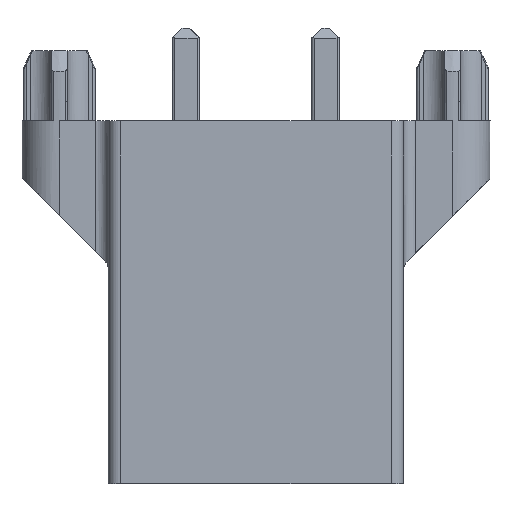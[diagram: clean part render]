
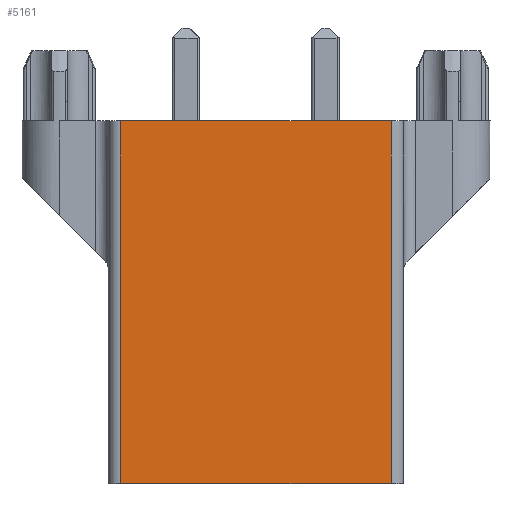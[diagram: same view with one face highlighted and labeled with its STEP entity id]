
A CAD part, front view. The second image highlights one B-rep face of the part: STEP entity #5161.
In plain terms, the highlighted planar face has unit normal (0, -1, 0).
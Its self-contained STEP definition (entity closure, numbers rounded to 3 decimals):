
#424=DIRECTION('',(0.,0.,-1.));
#425=VECTOR('',#424,14.8);
#426=CARTESIAN_POINT('',(-7.314,-2.919,12.673));
#427=LINE('',#426,#425);
#432=DIRECTION('',(-1.,0.,0.));
#433=VECTOR('',#432,11.049);
#434=CARTESIAN_POINT('',(-7.314,-2.919,12.673));
#435=LINE('',#434,#433);
#436=DIRECTION('',(1.,0.,0.));
#437=VECTOR('',#436,11.049);
#438=CARTESIAN_POINT('',(-18.363,-2.919,-2.127));
#439=LINE('',#438,#437);
#444=DIRECTION('',(0.,0.,1.));
#445=VECTOR('',#444,14.8);
#446=CARTESIAN_POINT('',(-18.363,-2.919,-2.127));
#447=LINE('',#446,#445);
#3862=CARTESIAN_POINT('',(-18.363,-2.919,-2.127));
#3863=VERTEX_POINT('',#3862);
#3864=CARTESIAN_POINT('',(-7.314,-2.919,-2.127));
#3865=VERTEX_POINT('',#3864);
#4337=CARTESIAN_POINT('',(-7.314,-2.919,12.673));
#4338=CARTESIAN_POINT('',(-18.363,-2.919,12.673));
#4339=VERTEX_POINT('',#4337);
#4340=VERTEX_POINT('',#4338);
#5149=CARTESIAN_POINT('',(-7.314,-2.919,12.343));
#5150=DIRECTION('',(0.,-1.,0.));
#5151=DIRECTION('',(-1.,0.,0.));
#5152=AXIS2_PLACEMENT_3D('',#5149,#5150,#5151);
#5153=PLANE('',#5152);
#5155=ORIENTED_EDGE('',*,*,#5154,.T.);
#5156=ORIENTED_EDGE('',*,*,#4977,.F.);
#5157=ORIENTED_EDGE('',*,*,#5141,.T.);
#5158=ORIENTED_EDGE('',*,*,#4881,.F.);
#5159=EDGE_LOOP('',(#5155,#5156,#5157,#5158));
#5160=FACE_OUTER_BOUND('',#5159,.F.);
#5161=ADVANCED_FACE('',(#5160),#5153,.T.);
#4881=EDGE_CURVE('',#3863,#3865,#439,.T.);
#4977=EDGE_CURVE('',#4339,#4340,#435,.T.);
#5141=EDGE_CURVE('',#4339,#3865,#427,.T.);
#5154=EDGE_CURVE('',#3863,#4340,#447,.T.);
